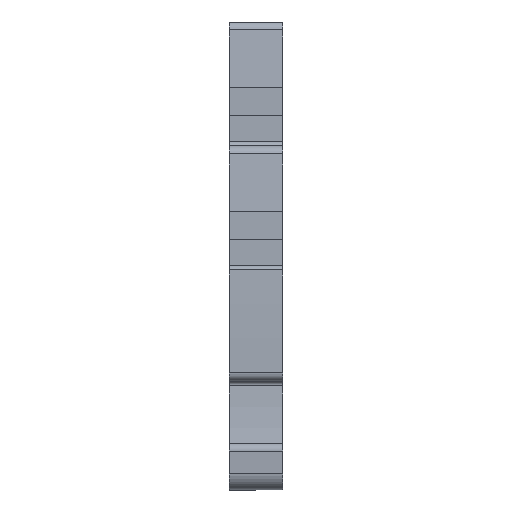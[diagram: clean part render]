
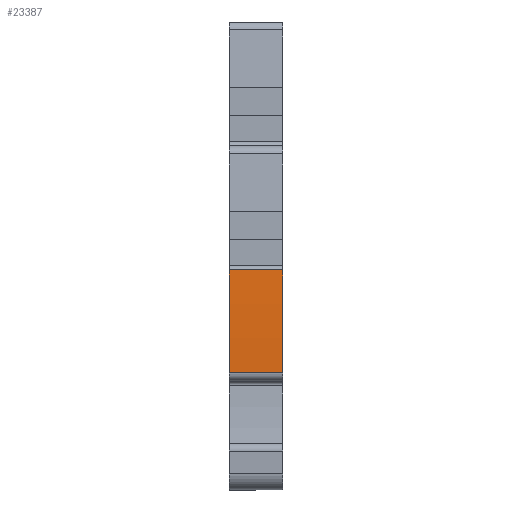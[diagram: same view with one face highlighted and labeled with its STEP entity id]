
A CAD part, front view. The second image highlights one B-rep face of the part: STEP entity #23387.
In plain terms, the highlighted cylindrical face has radius 191.632 mm (diameter 383.264 mm), a partial arc.
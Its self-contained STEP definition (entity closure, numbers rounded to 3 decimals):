
#23352=AXIS2_PLACEMENT_3D('Cylinder Axis2P3D',#23349,#23350,#23351) ;
#23356=AXIS2_PLACEMENT_3D('Circle Axis2P3D',#23354,#23355,$) ;
#23370=AXIS2_PLACEMENT_3D('Circle Axis2P3D',#23368,#23369,$) ;
#23377=AXIS2_PLACEMENT_3D('Circle Axis2P3D',#23375,#23376,$) ;
#23323=CARTESIAN_POINT('Line Origine',(3.05,1.669,25.2)) ;
#23327=CARTESIAN_POINT('Vertex',(6.1,1.669,25.2)) ;
#23329=CARTESIAN_POINT('Vertex',(0.,1.669,25.2)) ;
#23349=CARTESIAN_POINT('Axis2P3D Location',(3.05,193.128,17.05)) ;
#23354=CARTESIAN_POINT('Axis2P3D Location',(0.,193.128,17.05)) ;
#23358=CARTESIAN_POINT('Vertex',(0.,1.53,13.431)) ;
#23361=CARTESIAN_POINT('Line Origine',(3.05,1.53,13.431)) ;
#23365=CARTESIAN_POINT('Vertex',(6.1,1.53,13.431)) ;
#23368=CARTESIAN_POINT('Axis2P3D Location',(6.1,193.128,17.05)) ;
#23372=CARTESIAN_POINT('Vertex',(6.1,1.53,13.45)) ;
#23375=CARTESIAN_POINT('Axis2P3D Location',(6.1,193.128,17.05)) ;
#23324=DIRECTION('Vector Direction',(-1.,0.,0.)) ;
#23350=DIRECTION('Axis2P3D Direction',(1.,0.,0.)) ;
#23351=DIRECTION('Axis2P3D XDirection',(0.,-0.999,0.048)) ;
#23355=DIRECTION('Axis2P3D Direction',(1.,0.,0.)) ;
#23362=DIRECTION('Vector Direction',(1.,0.,0.)) ;
#23369=DIRECTION('Axis2P3D Direction',(1.,0.,0.)) ;
#23376=DIRECTION('Axis2P3D Direction',(1.,0.,0.)) ;
#23325=VECTOR('Line Direction',#23324,1.) ;
#23363=VECTOR('Line Direction',#23362,1.) ;
#23381=ORIENTED_EDGE('',*,*,#23360,.T.) ;
#23382=ORIENTED_EDGE('',*,*,#23367,.T.) ;
#23383=ORIENTED_EDGE('',*,*,#23374,.F.) ;
#23384=ORIENTED_EDGE('',*,*,#23379,.F.) ;
#23385=ORIENTED_EDGE('',*,*,#23331,.T.) ;
#23387=ADVANCED_FACE('66517_SA_APGTB_4_2T_FT-PE.1\\66503_MLD_APGTB_4_2T_FT-PE_4C-2.1\\Assembly',(#23386),#23353,.T.) ;
#23357=CIRCLE('generated circle',#23356,191.632) ;
#23371=CIRCLE('generated circle',#23370,191.632) ;
#23378=CIRCLE('generated circle',#23377,191.632) ;
#23353=CYLINDRICAL_SURFACE('generated cylinder',#23352,191.632) ;
#23331=EDGE_CURVE('',#23328,#23330,#23326,.T.) ;
#23360=EDGE_CURVE('',#23330,#23359,#23357,.T.) ;
#23367=EDGE_CURVE('',#23359,#23366,#23364,.T.) ;
#23374=EDGE_CURVE('',#23373,#23366,#23371,.T.) ;
#23379=EDGE_CURVE('',#23328,#23373,#23378,.T.) ;
#23380=EDGE_LOOP('',(#23381,#23382,#23383,#23384,#23385)) ;
#23386=FACE_OUTER_BOUND('',#23380,.T.) ;
#23326=LINE('Line',#23323,#23325) ;
#23364=LINE('Line',#23361,#23363) ;
#23328=VERTEX_POINT('',#23327) ;
#23330=VERTEX_POINT('',#23329) ;
#23359=VERTEX_POINT('',#23358) ;
#23366=VERTEX_POINT('',#23365) ;
#23373=VERTEX_POINT('',#23372) ;
